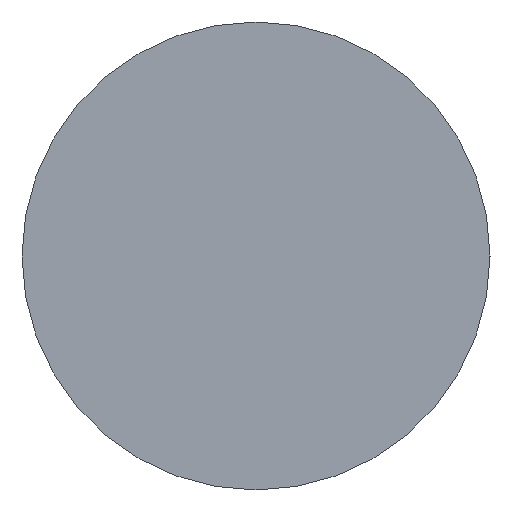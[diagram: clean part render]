
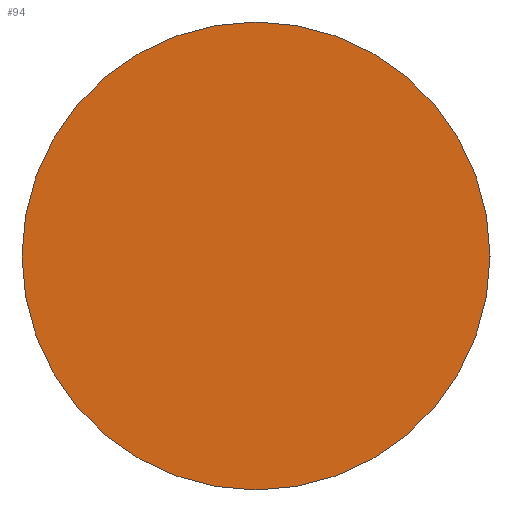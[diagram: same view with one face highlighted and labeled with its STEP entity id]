
A CAD part, left-side view. The second image highlights one B-rep face of the part: STEP entity #94.
In plain terms, the highlighted planar face has unit normal (-1, 0, 0).
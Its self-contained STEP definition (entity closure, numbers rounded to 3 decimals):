
#2 = CARTESIAN_POINT ( 'NONE',  ( 115.093, 69.378, 0. ) ) ;
#8 = AXIS2_PLACEMENT_3D ( 'NONE', #123, #171, #175 ) ;
#16 = ORIENTED_EDGE ( 'NONE', *, *, #26, .T. ) ;
#24 = AXIS2_PLACEMENT_3D ( 'NONE', #2, #67, #158 ) ;
#26 = EDGE_CURVE ( 'NONE', #68, #136, #142, .T. ) ;
#29 = DIRECTION ( 'NONE',  ( 0., 0., 1. ) ) ;
#34 = FACE_OUTER_BOUND ( 'NONE', #64, .T. ) ;
#45 = ORIENTED_EDGE ( 'NONE', *, *, #161, .T. ) ;
#48 = CARTESIAN_POINT ( 'NONE',  ( 115.093, 69.378, 12.5 ) ) ;
#59 = AXIS2_PLACEMENT_3D ( 'NONE', #69, #126, #29 ) ;
#64 = EDGE_LOOP ( 'NONE', ( #45, #16 ) ) ;
#67 = DIRECTION ( 'NONE',  ( 1., 0., 0. ) ) ;
#68 = VERTEX_POINT ( 'NONE', #81 ) ;
#69 = CARTESIAN_POINT ( 'NONE',  ( 115.093, 69.378, 0. ) ) ;
#81 = CARTESIAN_POINT ( 'NONE',  ( 115.093, 69.378, -12.5 ) ) ;
#94 = ADVANCED_FACE ( 'NONE', ( #34 ), #160, .F. ) ;
#123 = CARTESIAN_POINT ( 'NONE',  ( 115.093, 69.378, 0. ) ) ;
#126 = DIRECTION ( 'NONE',  ( -1., 0., 0. ) ) ;
#135 = CIRCLE ( 'NONE', #59, 12.5 ) ;
#136 = VERTEX_POINT ( 'NONE', #48 ) ;
#142 = CIRCLE ( 'NONE', #8, 12.5 ) ;
#158 = DIRECTION ( 'NONE',  ( 0., 0., -1. ) ) ;
#160 = PLANE ( 'NONE',  #24 ) ;
#161 = EDGE_CURVE ( 'NONE', #136, #68, #135, .T. ) ;
#171 = DIRECTION ( 'NONE',  ( -1., 0., 0. ) ) ;
#175 = DIRECTION ( 'NONE',  ( 0., 0., 1. ) ) ;
